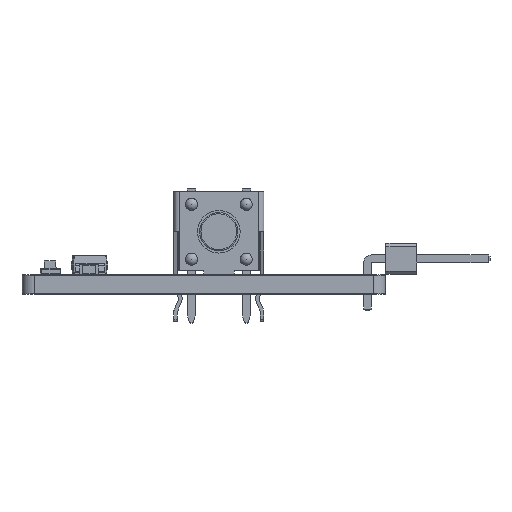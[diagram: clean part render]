
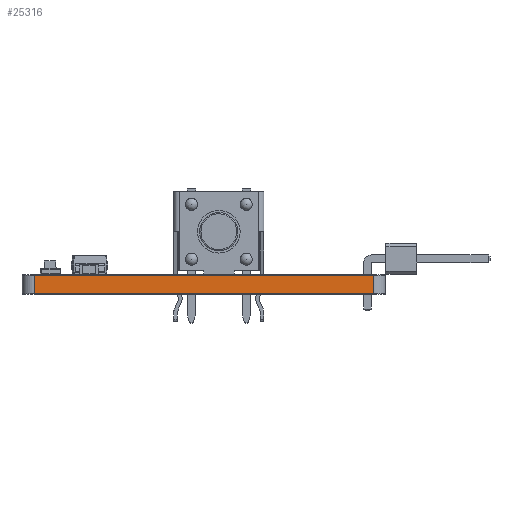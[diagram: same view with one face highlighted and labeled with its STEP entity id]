
A CAD part, front view. The second image highlights one B-rep face of the part: STEP entity #25316.
In plain terms, the highlighted planar face has unit normal (0, -1, 0).
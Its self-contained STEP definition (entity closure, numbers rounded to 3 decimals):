
#23759 = VERTEX_POINT('',#23760);
#23760 = CARTESIAN_POINT('',(-13.905,-17.55,0.));
#23767 = EDGE_CURVE('',#23768,#23759,#23770,.T.);
#23768 = VERTEX_POINT('',#23769);
#23769 = CARTESIAN_POINT('',(13.905,-17.55,0.));
#23770 = LINE('',#23771,#23772);
#23771 = CARTESIAN_POINT('',(13.905,-17.55,0.));
#23772 = VECTOR('',#23773,1.);
#23773 = DIRECTION('',(-1.,0.,0.));
#24524 = VERTEX_POINT('',#24525);
#24525 = CARTESIAN_POINT('',(-13.905,-17.55,1.51));
#24532 = EDGE_CURVE('',#24533,#24524,#24535,.T.);
#24533 = VERTEX_POINT('',#24534);
#24534 = CARTESIAN_POINT('',(13.905,-17.55,1.51));
#24535 = LINE('',#24536,#24537);
#24536 = CARTESIAN_POINT('',(13.905,-17.55,1.51));
#24537 = VECTOR('',#24538,1.);
#24538 = DIRECTION('',(-1.,0.,0.));
#25288 = EDGE_CURVE('',#23768,#24533,#25289,.T.);
#25289 = LINE('',#25290,#25291);
#25290 = CARTESIAN_POINT('',(13.905,-17.55,0.));
#25291 = VECTOR('',#25292,1.);
#25292 = DIRECTION('',(0.,0.,1.));
#25316 = ADVANCED_FACE('',(#25317),#25328,.T.);
#25317 = FACE_BOUND('',#25318,.T.);
#25318 = EDGE_LOOP('',(#25319,#25320,#25321,#25327));
#25319 = ORIENTED_EDGE('',*,*,#25288,.T.);
#25320 = ORIENTED_EDGE('',*,*,#24532,.T.);
#25321 = ORIENTED_EDGE('',*,*,#25322,.F.);
#25322 = EDGE_CURVE('',#23759,#24524,#25323,.T.);
#25323 = LINE('',#25324,#25325);
#25324 = CARTESIAN_POINT('',(-13.905,-17.55,0.));
#25325 = VECTOR('',#25326,1.);
#25326 = DIRECTION('',(0.,0.,1.));
#25327 = ORIENTED_EDGE('',*,*,#23767,.F.);
#25328 = PLANE('',#25329);
#25329 = AXIS2_PLACEMENT_3D('',#25330,#25331,#25332);
#25330 = CARTESIAN_POINT('',(13.905,-17.55,0.));
#25331 = DIRECTION('',(0.,-1.,0.));
#25332 = DIRECTION('',(-1.,0.,0.));
